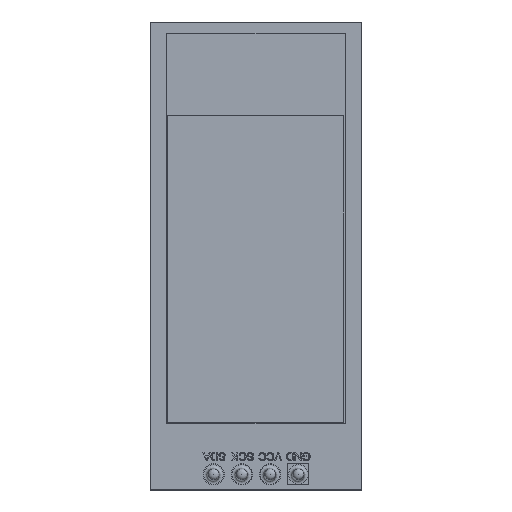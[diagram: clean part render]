
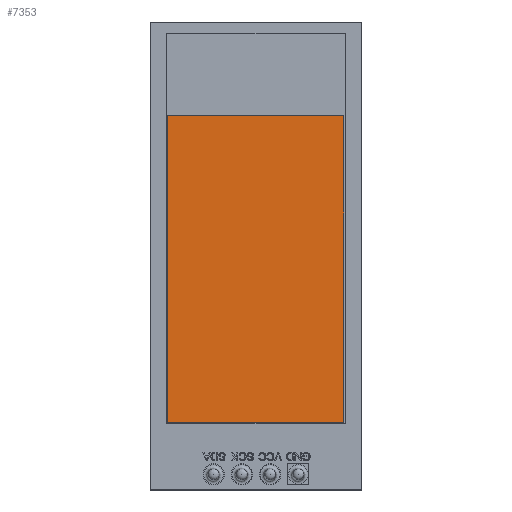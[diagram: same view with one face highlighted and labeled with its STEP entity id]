
A CAD part, top view. The second image highlights one B-rep face of the part: STEP entity #7353.
In plain terms, the highlighted planar face has unit normal (0, 0, 1).
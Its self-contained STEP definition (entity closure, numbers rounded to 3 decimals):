
#870=FACE_OUTER_BOUND('',#1321,.T.);
#1321=EDGE_LOOP('',(#5385,#5386,#5387,#5388));
#1904=LINE('',#9861,#2579);
#1906=LINE('',#9865,#2581);
#1909=LINE('',#9871,#2584);
#1910=LINE('',#9872,#2585);
#2579=VECTOR('',#8572,10.);
#2581=VECTOR('',#8576,10.);
#2584=VECTOR('',#8581,10.);
#2585=VECTOR('',#8582,10.);
#3168=VERTEX_POINT('',#9858);
#3169=VERTEX_POINT('',#9860);
#3170=VERTEX_POINT('',#9864);
#3172=VERTEX_POINT('',#9870);
#3996=EDGE_CURVE('',#3169,#3168,#1904,.T.);
#3998=EDGE_CURVE('',#3170,#3169,#1906,.T.);
#4001=EDGE_CURVE('',#3168,#3172,#1909,.T.);
#4002=EDGE_CURVE('',#3172,#3170,#1910,.T.);
#5385=ORIENTED_EDGE('',*,*,#3996,.T.);
#5386=ORIENTED_EDGE('',*,*,#4001,.T.);
#5387=ORIENTED_EDGE('',*,*,#4002,.T.);
#5388=ORIENTED_EDGE('',*,*,#3998,.T.);
#7119=PLANE('',#7862);
#7353=ADVANCED_FACE('',(#870),#7119,.T.);
#7862=AXIS2_PLACEMENT_3D('',#9869,#8579,#8580);
#8572=DIRECTION('',(0.,1.,0.));
#8576=DIRECTION('',(1.,0.,0.));
#8579=DIRECTION('center_axis',(0.,0.,1.));
#8580=DIRECTION('ref_axis',(1.,0.,0.));
#8581=DIRECTION('',(-1.,0.,0.));
#8582=DIRECTION('',(0.,-1.,0.));
#9858=CARTESIAN_POINT('',(7.896,32.215,2.5));
#9860=CARTESIAN_POINT('',(7.896,4.676,2.5));
#9861=CARTESIAN_POINT('',(7.896,11.561,2.5));
#9864=CARTESIAN_POINT('',(-7.92,4.676,2.5));
#9865=CARTESIAN_POINT('',(5.921,4.676,2.5));
#9869=CARTESIAN_POINT('Origin',(-0.012,18.446,2.5));
#9870=CARTESIAN_POINT('',(-7.92,32.215,2.5));
#9871=CARTESIAN_POINT('',(5.921,32.215,2.5));
#9872=CARTESIAN_POINT('',(-7.92,25.33,2.5));
